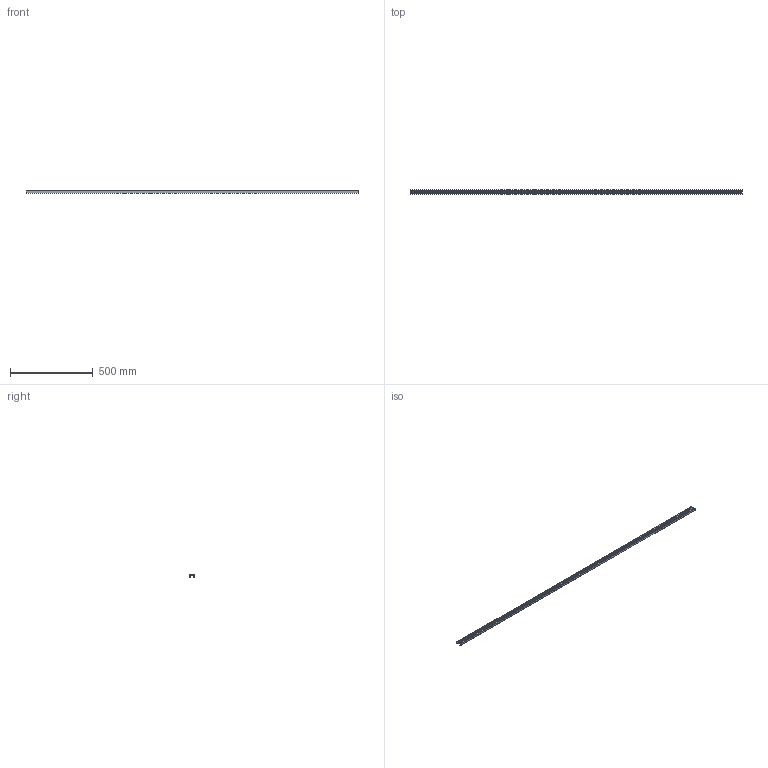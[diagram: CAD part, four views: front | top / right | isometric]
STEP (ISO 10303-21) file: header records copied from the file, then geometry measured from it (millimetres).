
FILE_DESCRIPTION(/* description */ (''),/* implementation_level */ '2;1');
FILE_NAME(/* name */ '524250.stp',/* time_stamp */ '2025-12-05T09:48:12+01:00',/* author */ ('mael.lecharpentier'),/* organization */ (''),/* preprocessor_version */ 'ST-DEVELOPER v20',/* originating_system */ 'AutoCAD Mechanical',/* authorisation */ '');
FILE_SCHEMA (('AUTOMOTIVE_DESIGN { 1 0 10303 214 3 1 1 }'));
Length unit declared in the file: millimetre
Products named in the file (1): Product
Bounding box: 2010 x 30 x 12.7 mm (x, y, z)
Volume: 122610 mm3; surface area: 286721.5 mm2
Topology: 1 solids, 373 shells, 386 faces, 1524 edges, 1512 vertices
Faces by surface type: plane 386
Entity records: 17197 total; most frequent: CARTESIAN_POINT 3423, DIRECTION 3042, ORIENTED_EDGE 1560, EDGE_CURVE 1524, VERTEX_POINT 1512, AXIS2_PLACEMENT_3D 1131, LINE 780, VECTOR 780
